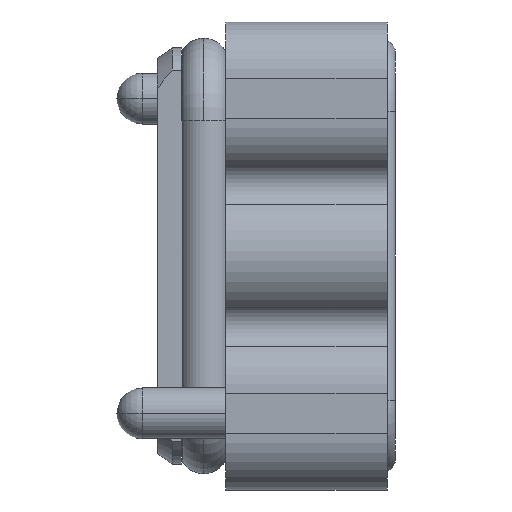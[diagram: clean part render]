
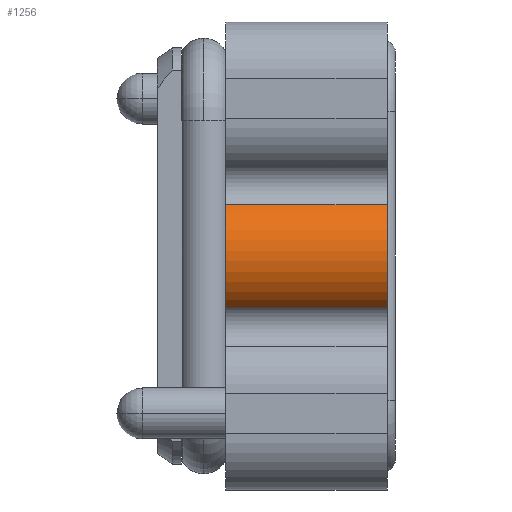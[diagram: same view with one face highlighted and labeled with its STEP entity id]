
A CAD part, left-side view. The second image highlights one B-rep face of the part: STEP entity #1256.
In plain terms, the highlighted cylindrical face has radius 8 mm (diameter 16 mm), a partial arc.
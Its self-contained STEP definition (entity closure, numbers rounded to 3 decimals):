
#366=B_SPLINE_CURVE_WITH_KNOTS('',3,(#13883,#13884,#13885,#13886),
 .UNSPECIFIED.,.F.,.F.,(4,4),(0.,1.),.UNSPECIFIED.);
#367=B_SPLINE_CURVE_WITH_KNOTS('',3,(#13890,#13891,#13892,#13893),
 .UNSPECIFIED.,.F.,.F.,(4,4),(0.,1.),.UNSPECIFIED.);
#468=CYLINDRICAL_SURFACE('',#8883,8.);
#801=CIRCLE('',#8881,8.);
#802=CIRCLE('',#8882,8.);
#1256=ADVANCED_FACE('',(#1930),#468,.T.);
#1930=FACE_OUTER_BOUND('',#2399,.T.);
#2399=EDGE_LOOP('',(#4391,#4392,#4393,#4394));
#4391=ORIENTED_EDGE('',*,*,#6654,.T.);
#4392=ORIENTED_EDGE('',*,*,#6655,.T.);
#4393=ORIENTED_EDGE('',*,*,#6656,.T.);
#4394=ORIENTED_EDGE('',*,*,#6653,.T.);
#5530=VERTEX_POINT('',#13880);
#5531=VERTEX_POINT('',#13882);
#5532=VERTEX_POINT('',#13889);
#5533=VERTEX_POINT('',#13894);
#6653=EDGE_CURVE('',#5530,#5531,#366,.T.);
#6654=EDGE_CURVE('',#5531,#5532,#801,.T.);
#6655=EDGE_CURVE('',#5532,#5533,#367,.T.);
#6656=EDGE_CURVE('',#5533,#5530,#802,.T.);
#8881=AXIS2_PLACEMENT_3D('',#13888,#11011,#11012);
#8882=AXIS2_PLACEMENT_3D('',#13895,#11013,#11014);
#8883=AXIS2_PLACEMENT_3D('',#13896,#11015,#11016);
#11011=DIRECTION('',(0.,1.,0.));
#11012=DIRECTION('',(-0.605,0.,-0.796));
#11013=DIRECTION('',(0.,-1.,0.));
#11014=DIRECTION('',(-0.605,0.,0.796));
#11015=DIRECTION('',(0.,1.,0.));
#11016=DIRECTION('',(0.,0.,1.));
#13880=CARTESIAN_POINT('',(-79.844,110.,-6.367));
#13882=CARTESIAN_POINT('',(-79.844,90.,-6.367));
#13883=CARTESIAN_POINT('',(-79.844,110.,-6.367));
#13884=CARTESIAN_POINT('',(-79.844,103.333,-6.367));
#13885=CARTESIAN_POINT('',(-79.844,96.667,-6.367));
#13886=CARTESIAN_POINT('',(-79.844,90.,-6.367));
#13888=CARTESIAN_POINT('',(-75.,90.,0.));
#13889=CARTESIAN_POINT('',(-79.844,90.,6.367));
#13890=CARTESIAN_POINT('',(-79.844,90.,6.367));
#13891=CARTESIAN_POINT('',(-79.844,96.667,6.367));
#13892=CARTESIAN_POINT('',(-79.844,103.333,6.367));
#13893=CARTESIAN_POINT('',(-79.844,110.,6.367));
#13894=CARTESIAN_POINT('',(-79.844,110.,6.367));
#13895=CARTESIAN_POINT('',(-75.,110.,0.));
#13896=CARTESIAN_POINT('',(-75.,110.,0.));
